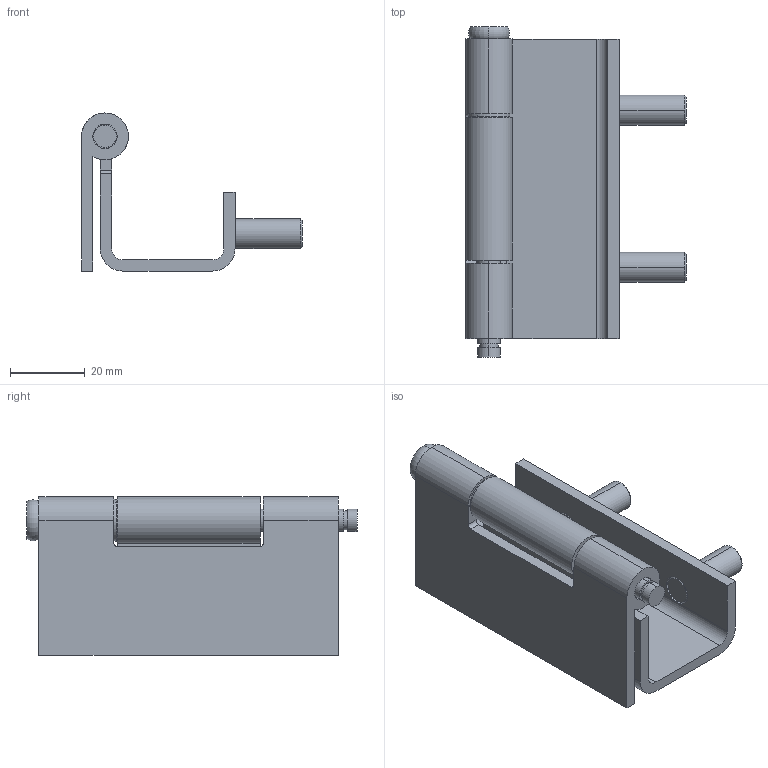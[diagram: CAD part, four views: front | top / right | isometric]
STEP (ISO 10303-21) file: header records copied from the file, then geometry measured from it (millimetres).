
FILE_DESCRIPTION (( 'STEP AP203' ), '1' );
FILE_NAME ('B-63-2.STEP', '2023-06-13T07:37:30', ( '' ), ( '' ), 'SwSTEP 2.0', 'SolidWorks 2021', '' );
FILE_SCHEMA (( 'CONFIG_CONTROL_DESIGN' ));
Length unit declared in the file: millimetre
Products named in the file (6): B-63-2-01_; B-63-2-03_; B-63-2-04_; B-63-2-02_; B-63-2; B-63-2-05_
Assembly tree (6 placements, depth 2):
  B-63-2
    B-63-2-03_
    B-63-2-02_
    B-63-2-01_
    B-63-2-04_  x2
    B-63-2-05_
Bounding box: 59 x 88.2 x 42.25 mm (x, y, z)
Volume: 36872.8 mm3; surface area: 26456.4 mm2
Topology: 6 solids, 6 shells, 85 faces, 208 edges, 134 vertices
Faces by surface type: cylinder 39, plane 32, cone 12, torus 2
Entity records: 3030 total; most frequent: DIRECTION 456, CARTESIAN_POINT 412, ORIENTED_EDGE 388, EDGE_CURVE 194, AXIS2_PLACEMENT_3D 178, VERTEX_POINT 126, VECTOR 100, LINE 100
